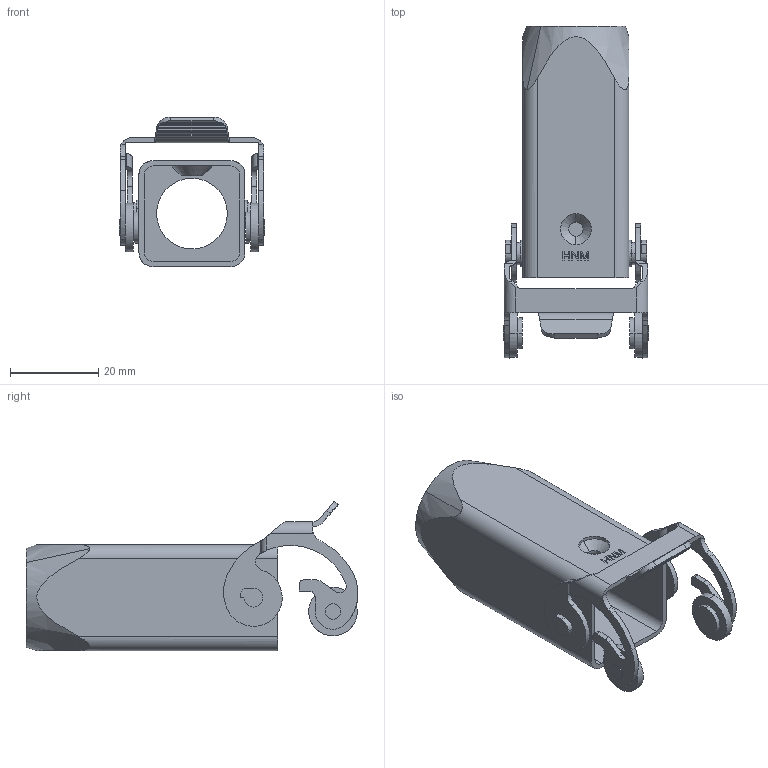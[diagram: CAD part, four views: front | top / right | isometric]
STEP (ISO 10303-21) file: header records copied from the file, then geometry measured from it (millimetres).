
FILE_DESCRIPTION(('Creo Elements/Direct Modeling STEP Export'),'2;1');
FILE_NAME('0ln7uvk5h0nhkvb1380','2022-02-01T15:06:39',(''),(''),'Creo Elements/Direct Modeling STEP processor for AP214 (Solid Model)','Creo Elements/Direct Modeling 20.1B 02-Apr-2019 (C) Parametric Technology GmbH','');
FILE_SCHEMA(('AUTOMOTIVE_DESIGN { 1 0 10303 214 1 1 1 1 }'));
Length unit declared in the file: millimetre
Products named in the file (2): RKAX_VG20
Assembly tree (1 placements, depth 2):
  RKAX_VG20
    RKAX_VG20
Bounding box: 33 x 75.16 x 33.8 mm (x, y, z)
Volume: 9910.7 mm3; surface area: 12839.4 mm2
Topology: 1 solids, 1 shells, 247 faces, 677 edges, 456 vertices
Faces by surface type: plane 129, cylinder 111, cone 7
Entity records: 11965 total; most frequent: CARTESIAN_POINT 3629, ORIENTED_EDGE 1354, DIRECTION 1291, EDGE_CURVE 677, VERTEX_POINT 456, AXIS2_PLACEMENT_3D 446, VECTOR 399, LINE 399
